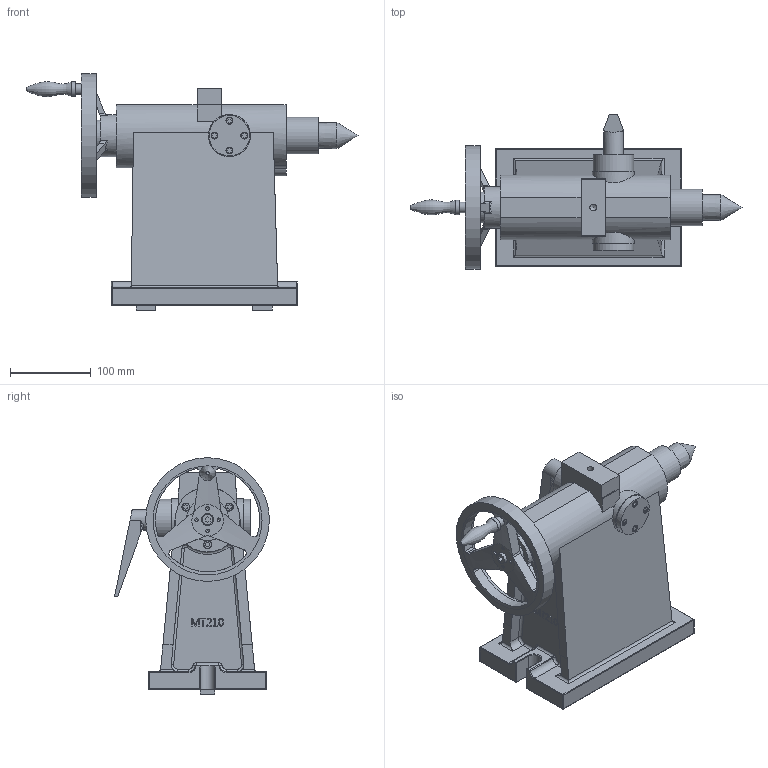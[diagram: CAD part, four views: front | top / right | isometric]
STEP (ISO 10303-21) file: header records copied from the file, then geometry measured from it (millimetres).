
FILE_DESCRIPTION(/* description */ ('Unknown'),/* implementation_level */ '2;1');
FILE_NAME(/* name */ 'MT-210 尾座',/* time_stamp */ '2025-06-24T10:46:24+08:00',/* author */ ('Unknown'),/* organization */ ('Unknown'),/* preprocessor_version */ 'ST-DEVELOPER v19.4',/* originating_system */ 'Solid Edge',/* authorisation */ 'Unknown');
FILE_SCHEMA (('AUTOMOTIVE_DESIGN {1 0 10303 214 3 1 1}'));
Length unit declared in the file: millimetre
Products named in the file (1): MT-210 尾曉漣
Bounding box: 410.5 x 191.5 x 292.5 mm (x, y, z)
Volume: 3016283.6 mm3; surface area: 368207.8 mm2
Topology: 1 solids, 1 shells, 502 faces, 1280 edges, 803 vertices
Faces by surface type: plane 267, cylinder 151, torus 30, bspline 24, sphere 16, cone 14
Full cylindrical faces by diameter (mm): 4.134 x4, 6.647 x5, 7.807 x8, 8.376 x1, 8.5 x8, 9.076 x3, 10 x5, 11 x2, 13 x2, 14.732 x1, 18 x1, 24.5 x1, 38 x1, 44.995 x1, 50 x2, 52 x3, 132.75 x1, 153 x1
Entity records: 15568 total; most frequent: CARTESIAN_POINT 4128, DIRECTION 2291, ORIENTED_EDGE 2290, EDGE_CURVE 1145, AXIS2_PLACEMENT_3D 807, VERTEX_POINT 774, LINE 677, VECTOR 677
